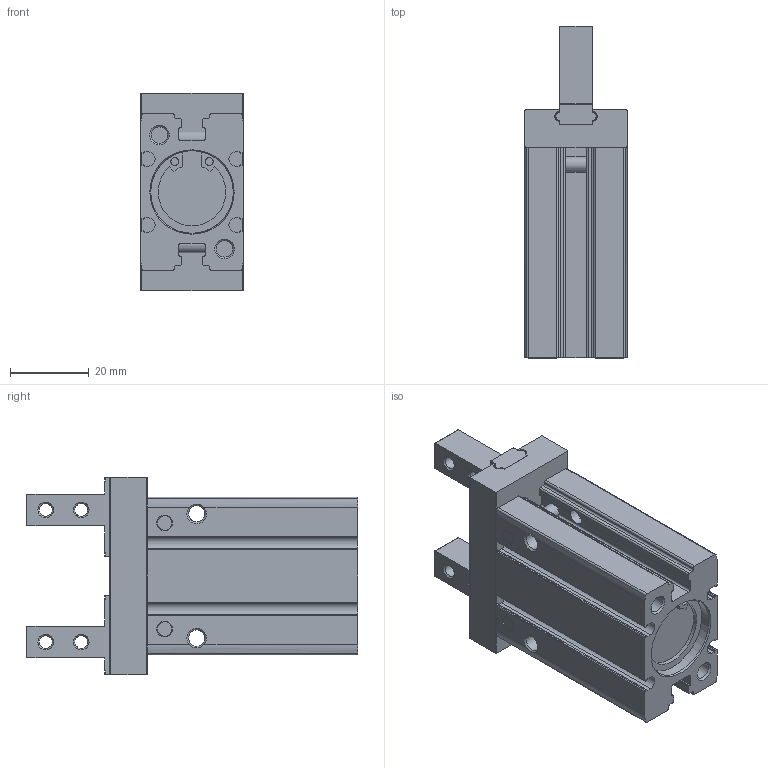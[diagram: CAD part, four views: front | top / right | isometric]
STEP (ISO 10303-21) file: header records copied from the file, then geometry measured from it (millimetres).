
FILE_DESCRIPTION(/* description */ ('STEP AP214'),/* implementation_level */ '2;1');
FILE_NAME(/* name */ '8116821_DHPC-20-A-B-1',/* time_stamp */ '2024-08-19T18:16:43+02:00',/* author */ ('License CC BY-ND 4.0'),/* organization */ ('CADENAS'),/* preprocessor_version */ 'ST-DEVELOPER v19.3',/* originating_system */ 'PARTsolutions',/* authorisation */ ' ');
FILE_SCHEMA (('TECHNICAL_DATA_PACKAGING','INTEGRATED_CNC_SCHEMA','AUTOMOTIVE_DESIGN {1 0 10303 214 3 1 1}'));
Length unit declared in the file: millimetre
Products named in the file (3): 8116821 DHPC-20-A-B-1---(1high); 8116731 DHPC-20-A-B-1---(highG); 8111963 DHPC-20-A-1---(high)
Assembly tree (3 placements, depth 2):
  8116821 DHPC-20-A-B-1---(1high)
    8116731 DHPC-20-A-B-1---(highG)
    8111963 DHPC-20-A-1---(high)  x2
Bounding box: 26 x 84.4 x 50.2 mm (x, y, z)
Volume: 60426.5 mm3; surface area: 19327.2 mm2
Topology: 3 solids, 3 shells, 429 faces, 1135 edges, 735 vertices
Faces by surface type: plane 221, cylinder 177, cone 25, torus 6
Full cylindrical faces by diameter (mm): 2 x2, 3.242 x4, 4 x8, 4.134 x8, 5.5 x4, 6.5 x4, 21 x1
Entity records: 10917 total; most frequent: CARTESIAN_POINT 1984, DIRECTION 1890, ORIENTED_EDGE 1768, EDGE_CURVE 884, AXIS2_PLACEMENT_3D 682, VERTEX_POINT 604, LINE 526, VECTOR 526
